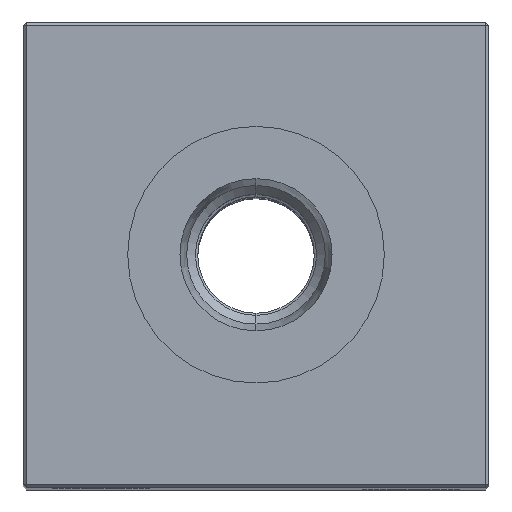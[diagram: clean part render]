
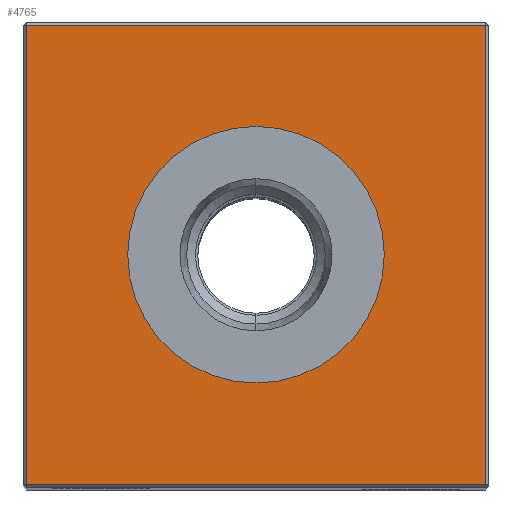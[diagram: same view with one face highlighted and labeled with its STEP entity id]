
A CAD part, top view. The second image highlights one B-rep face of the part: STEP entity #4765.
In plain terms, the highlighted planar face has unit normal (0, 0, 1).
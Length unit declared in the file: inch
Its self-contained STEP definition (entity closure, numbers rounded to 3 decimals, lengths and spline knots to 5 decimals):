
#78 = DIRECTION ( 'NONE',  ( 0., -1., 0. ) ) ;
#266 = CARTESIAN_POINT ( 'NONE',  ( 0., -0.41339, 4.75 ) ) ;
#306 = CIRCLE ( 'NONE', #17991, 0.41339 ) ;
#817 = CIRCLE ( 'NONE', #12027, 0.41339 ) ;
#1682 = LINE ( 'NONE', #9908, #25715 ) ;
#1923 = CARTESIAN_POINT ( 'NONE',  ( -0.74, 0.74, 4.75 ) ) ;
#2215 = ORIENTED_EDGE ( 'NONE', *, *, #4554, .T. ) ;
#2591 = CARTESIAN_POINT ( 'NONE',  ( 0., 0., 4.75 ) ) ;
#2647 = DIRECTION ( 'NONE',  ( -1., 0., 0. ) ) ;
#3169 = DIRECTION ( 'NONE',  ( -1., 0., 0. ) ) ;
#3434 = CARTESIAN_POINT ( 'NONE',  ( 0.74, -0.74, 4.75 ) ) ;
#3562 = CARTESIAN_POINT ( 'NONE',  ( 0., 0., 4.75 ) ) ;
#4554 = EDGE_CURVE ( 'NONE', #20635, #10123, #817, .T. ) ;
#4655 = VERTEX_POINT ( 'NONE', #14432 ) ;
#4761 = CARTESIAN_POINT ( 'NONE',  ( 0., 0.41339, 4.75 ) ) ;
#4765 = ADVANCED_FACE ( 'NONE', ( #26435, #16026 ), #16563, .F. ) ;
#6946 = CARTESIAN_POINT ( 'NONE',  ( 0., 0.74, 4.75 ) ) ;
#7011 = VECTOR ( 'NONE', #78, 39.37008 ) ;
#7331 = ORIENTED_EDGE ( 'NONE', *, *, #7586, .T. ) ;
#7581 = AXIS2_PLACEMENT_3D ( 'NONE', #14538, #22649, #8188 ) ;
#7586 = EDGE_CURVE ( 'NONE', #26059, #4655, #20808, .T. ) ;
#8188 = DIRECTION ( 'NONE',  ( -1., 0., 0. ) ) ;
#9375 = DIRECTION ( 'NONE',  ( 0., 0., -1. ) ) ;
#9908 = CARTESIAN_POINT ( 'NONE',  ( 0., -0.74, 4.75 ) ) ;
#9953 = EDGE_LOOP ( 'NONE', ( #7331, #20180, #20377, #18417 ) ) ;
#10123 = VERTEX_POINT ( 'NONE', #266 ) ;
#10587 = CARTESIAN_POINT ( 'NONE',  ( 0.74, 0.74, 4.75 ) ) ;
#12027 = AXIS2_PLACEMENT_3D ( 'NONE', #2591, #12982, #14880 ) ;
#12074 = DIRECTION ( 'NONE',  ( 1., 0., 0. ) ) ;
#12759 = EDGE_LOOP ( 'NONE', ( #2215, #18852 ) ) ;
#12785 = LINE ( 'NONE', #6946, #15880 ) ;
#12982 = DIRECTION ( 'NONE',  ( 0., 0., -1. ) ) ;
#13512 = EDGE_CURVE ( 'NONE', #4655, #18097, #1682, .T. ) ;
#14432 = CARTESIAN_POINT ( 'NONE',  ( -0.74, -0.74, 4.75 ) ) ;
#14538 = CARTESIAN_POINT ( 'NONE',  ( 0., 0., 4.75 ) ) ;
#14880 = DIRECTION ( 'NONE',  ( -1., 0., 0. ) ) ;
#14979 = VECTOR ( 'NONE', #23838, 39.37008 ) ;
#15724 = CARTESIAN_POINT ( 'NONE',  ( 0.74, 0., 4.75 ) ) ;
#15880 = VECTOR ( 'NONE', #2647, 39.37008 ) ;
#16026 = FACE_BOUND ( 'NONE', #12759, .T. ) ;
#16563 = PLANE ( 'NONE',  #7581 ) ;
#17991 = AXIS2_PLACEMENT_3D ( 'NONE', #3562, #9375, #3169 ) ;
#18016 = EDGE_CURVE ( 'NONE', #18097, #25975, #22075, .T. ) ;
#18048 = EDGE_CURVE ( 'NONE', #10123, #20635, #306, .T. ) ;
#18097 = VERTEX_POINT ( 'NONE', #3434 ) ;
#18417 = ORIENTED_EDGE ( 'NONE', *, *, #24687, .T. ) ;
#18778 = CARTESIAN_POINT ( 'NONE',  ( -0.74, 0., 4.75 ) ) ;
#18852 = ORIENTED_EDGE ( 'NONE', *, *, #18048, .T. ) ;
#20180 = ORIENTED_EDGE ( 'NONE', *, *, #13512, .T. ) ;
#20377 = ORIENTED_EDGE ( 'NONE', *, *, #18016, .T. ) ;
#20635 = VERTEX_POINT ( 'NONE', #4761 ) ;
#20808 = LINE ( 'NONE', #18778, #7011 ) ;
#22075 = LINE ( 'NONE', #15724, #14979 ) ;
#22649 = DIRECTION ( 'NONE',  ( 0., 0., -1. ) ) ;
#23838 = DIRECTION ( 'NONE',  ( 0., 1., 0. ) ) ;
#24687 = EDGE_CURVE ( 'NONE', #25975, #26059, #12785, .T. ) ;
#25715 = VECTOR ( 'NONE', #12074, 39.37008 ) ;
#25975 = VERTEX_POINT ( 'NONE', #10587 ) ;
#26059 = VERTEX_POINT ( 'NONE', #1923 ) ;
#26435 = FACE_OUTER_BOUND ( 'NONE', #9953, .T. ) ;
